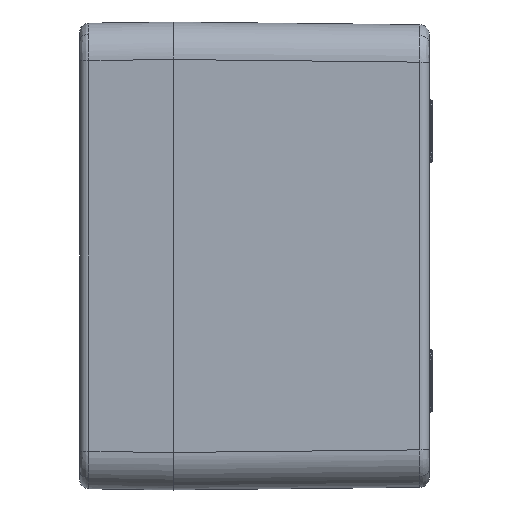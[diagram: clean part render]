
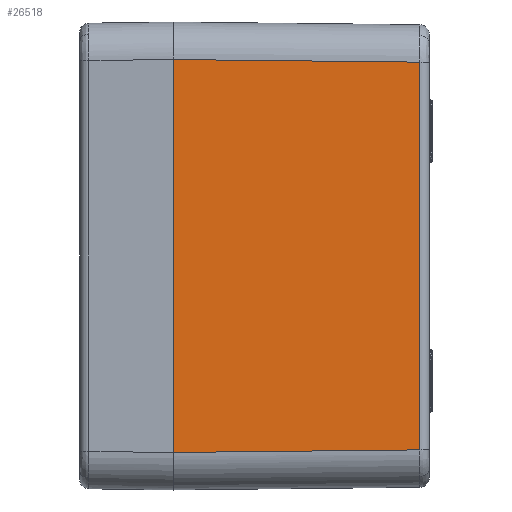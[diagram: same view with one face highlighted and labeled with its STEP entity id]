
A CAD part, left-side view. The second image highlights one B-rep face of the part: STEP entity #26518.
In plain terms, the highlighted planar face has unit normal (-1, -0.011, 0).
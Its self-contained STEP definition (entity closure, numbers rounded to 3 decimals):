
#12999 = CARTESIAN_POINT ( 'NONE',  ( -39.568, -39.216, 31.069 ) ) ;
#13867 = DIRECTION ( 'NONE',  ( 0., 0., 1. ) ) ;
#13868 = VECTOR ( 'NONE', #13867, 1000. ) ;
#13869 = CARTESIAN_POINT ( 'NONE',  ( -39.568, -39.216, 31.053 ) ) ;
#13870 = LINE ( 'NONE', #13869, #13868 ) ;
#13884 = DIRECTION ( 'NONE',  ( -0.01, 1., 0.01 ) ) ;
#13885 = VECTOR ( 'NONE', #13884, 1000. ) ;
#13886 = CARTESIAN_POINT ( 'NONE',  ( -39.992, 1.278, 31.493 ) ) ;
#13887 = LINE ( 'NONE', #13886, #13885 ) ;
#13906 = CARTESIAN_POINT ( 'NONE',  ( -39.568, -39.216, -31.069 ) ) ;
#14120 = DIRECTION ( 'NONE',  ( 0.01, -1., 0. ) ) ;
#14121 = DIRECTION ( 'NONE',  ( -1., -0.01, 0. ) ) ;
#14122 = AXIS2_PLACEMENT_3D ( 'NONE', #14124, #14121, #14120 ) ;
#14124 = CARTESIAN_POINT ( 'NONE',  ( -40., 2., -37.5 ) ) ;
#14125 = PLANE ( 'NONE',  #14122 ) ;
#14126 = FACE_OUTER_BOUND ( 'NONE', #27261, .T. ) ;
#15539 = DIRECTION ( 'NONE',  ( 0., 0., 1. ) ) ;
#15540 = VECTOR ( 'NONE', #15539, 1000. ) ;
#15541 = CARTESIAN_POINT ( 'NONE',  ( -39.982, 0.3, -37.5 ) ) ;
#15542 = LINE ( 'NONE', #15541, #15540 ) ;
#15547 = CARTESIAN_POINT ( 'NONE',  ( -39.982, 0.3, -31.483 ) ) ;
#15553 = CARTESIAN_POINT ( 'NONE',  ( -39.982, 0.3, 31.483 ) ) ;
#16105 = DIRECTION ( 'NONE',  ( 0.01, -1., 0.01 ) ) ;
#16106 = VECTOR ( 'NONE', #16105, 1000. ) ;
#16107 = CARTESIAN_POINT ( 'NONE',  ( -40.001, 2.063, -31.501 ) ) ;
#16108 = LINE ( 'NONE', #16107, #16106 ) ;
#22606 = VERTEX_POINT ( 'NONE', #12999 ) ;
#26419 = ORIENTED_EDGE ( 'NONE', *, *, #27043, .F. ) ;
#26420 = EDGE_CURVE ( 'NONE', #22606, #27037, #13887, .T. ) ;
#26428 = ORIENTED_EDGE ( 'NONE', *, *, #26420, .T. ) ;
#26430 = EDGE_CURVE ( 'NONE', #26443, #22606, #13870, .T. ) ;
#26438 = ORIENTED_EDGE ( 'NONE', *, *, #26430, .T. ) ;
#26443 = VERTEX_POINT ( 'NONE', #13906 ) ;
#26518 = ADVANCED_FACE ( 'NONE', ( #14126 ), #14125, .T. ) ;
#27037 = VERTEX_POINT ( 'NONE', #15553 ) ;
#27038 = VERTEX_POINT ( 'NONE', #15547 ) ;
#27043 = EDGE_CURVE ( 'NONE', #27038, #27037, #15542, .T. ) ;
#27259 = ORIENTED_EDGE ( 'NONE', *, *, #27260, .T. ) ;
#27260 = EDGE_CURVE ( 'NONE', #27038, #26443, #16108, .T. ) ;
#27261 = EDGE_LOOP ( 'NONE', ( #27259, #26438, #26428, #26419 ) ) ;
